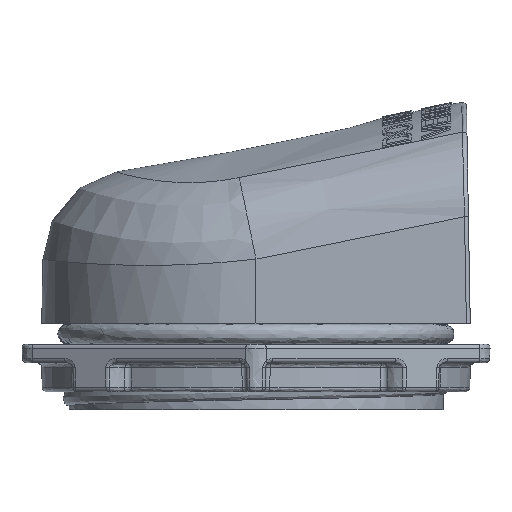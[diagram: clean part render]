
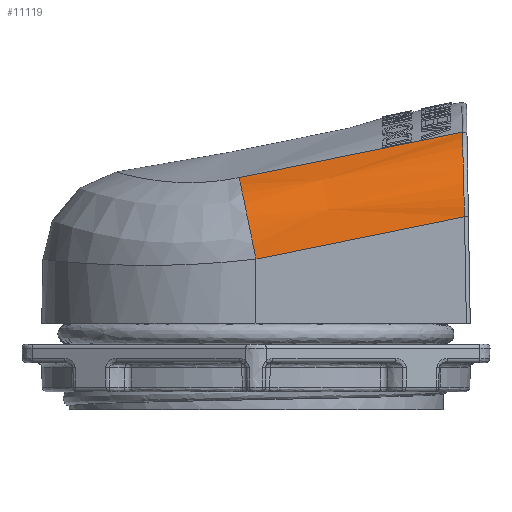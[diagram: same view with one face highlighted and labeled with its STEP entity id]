
A CAD part, left-side view. The second image highlights one B-rep face of the part: STEP entity #11119.
In plain terms, the highlighted free-form (B-spline) face has degree [3, 3] with [4, 8] control points.
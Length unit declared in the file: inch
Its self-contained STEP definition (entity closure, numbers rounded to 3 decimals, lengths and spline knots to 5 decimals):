
#100 = CARTESIAN_POINT ( 'NONE',  ( -0.99057, -1.32429, 1.0112 ) ) ;
#326 = EDGE_CURVE ( 'NONE', #41024, #31199, #36313, .T. ) ;
#374 = CARTESIAN_POINT ( 'NONE',  ( -1.21852, -1.32841, 0.84858 ) ) ;
#473 = CARTESIAN_POINT ( 'NONE',  ( -1.22442, 0.10472, 0.6352 ) ) ;
#1025 = CARTESIAN_POINT ( 'NONE',  ( -1.21818, -1.3428, 0.93069 ) ) ;
#2670 = ORIENTED_EDGE ( 'NONE', *, *, #23867, .T. ) ;
#3412 = EDGE_CURVE ( 'NONE', #24130, #41024, #5119, .T. ) ;
#4226 = CARTESIAN_POINT ( 'NONE',  ( -0.99165, -1.06848, 0.95906 ) ) ;
#4342 = CARTESIAN_POINT ( 'NONE',  ( -0.97757, -1.33759, 1.01889 ) ) ;
#4502 = CARTESIAN_POINT ( 'NONE',  ( -1.2193, -1.32843, 0.84767 ) ) ;
#4768 = CARTESIAN_POINT ( 'NONE',  ( -1.21305, -1.32825, 0.85487 ) ) ;
#5035 = CARTESIAN_POINT ( 'NONE',  ( -1.1861, -1.32753, 0.88351 ) ) ;
#5119 = B_SPLINE_CURVE_WITH_KNOTS ( 'NONE', 3,
 ( #41760, #28603, #4226, #100 ),
 .UNSPECIFIED., .F., .F.,
 ( 4, 4 ),
 ( 0., 1. ),
 .UNSPECIFIED. ) ;
#5420 = CARTESIAN_POINT ( 'NONE',  ( -1.36606, -0.49546, 0.28183 ) ) ;
#6783 = CARTESIAN_POINT ( 'NONE',  ( -1.36774, 0., 0.19599 ) ) ;
#9151 = CARTESIAN_POINT ( 'NONE',  ( -1.22013, -1.32846, 0.8467 ) ) ;
#9253 = CARTESIAN_POINT ( 'NONE',  ( -1.36328, -1.27762, 0.44168 ) ) ;
#9349 = CIRCLE ( 'NONE', #18114, 0.585 ) ;
#9795 = CARTESIAN_POINT ( 'NONE',  ( -1.22364, -0.07381, 0.67165 ) ) ;
#10060 = CARTESIAN_POINT ( 'NONE',  ( -0.98408, 0.12308, 0.72131 ) ) ;
#10327 = CARTESIAN_POINT ( 'NONE',  ( -0.98327, -0.05547, 0.75768 ) ) ;
#11119 = ADVANCED_FACE ( 'NONE', ( #21341 ), #49174, .T. ) ;
#11144 = CARTESIAN_POINT ( 'NONE',  ( -0.97967, -0.85281, 0.9201 ) ) ;
#12201 = CARTESIAN_POINT ( 'NONE',  ( -1.07249, -1.32525, 0.97326 ) ) ;
#12247 = CARTESIAN_POINT ( 'NONE',  ( -1.36774, 0., 0.19599 ) ) ;
#13377 = CARTESIAN_POINT ( 'NONE',  ( -1.36783, 0.00653, 0.17922 ) ) ;
#13644 = CARTESIAN_POINT ( 'NONE',  ( -1.36431, -1.39826, 0.72756 ) ) ;
#13911 = CARTESIAN_POINT ( 'NONE',  ( -1.36807, -0.44446, 0.53265 ) ) ;
#14069 = EDGE_LOOP ( 'NONE', ( #2670, #43673, #21855, #53872 ) ) ;
#14712 = CARTESIAN_POINT ( 'NONE',  ( -0.9783, -1.16592, 0.9839 ) ) ;
#17117 = CARTESIAN_POINT ( 'NONE',  ( -1.17717, -1.32731, 0.89216 ) ) ;
#17384 = CARTESIAN_POINT ( 'NONE',  ( -0.99694, 0.10774, 0.71942 ) ) ;
#18017 = CARTESIAN_POINT ( 'NONE',  ( -1.36436, -1.38521, 0.7249 ) ) ;
#18114 = AXIS2_PLACEMENT_3D ( 'NONE', #28353, #24826, #41225 ) ;
#19334 = EDGE_CURVE ( 'NONE', #29979, #31199, #27212, .T. ) ;
#20235 = CARTESIAN_POINT ( 'NONE',  ( -1.36386, -1.09136, 0.41792 ) ) ;
#21237 = CARTESIAN_POINT ( 'NONE',  ( -1.36214, -1.33677, 0.51685 ) ) ;
#21341 = FACE_OUTER_BOUND ( 'NONE', #14069, .T. ) ;
#21495 = CARTESIAN_POINT ( 'NONE',  ( -1.21982, -1.32845, 0.84707 ) ) ;
#21855 = ORIENTED_EDGE ( 'NONE', *, *, #326, .F. ) ;
#21876 = CARTESIAN_POINT ( 'NONE',  ( -1.3701, 0.06229, 0.42906 ) ) ;
#22147 = CARTESIAN_POINT ( 'NONE',  ( -1.36938, -0.11623, 0.46555 ) ) ;
#22687 = CARTESIAN_POINT ( 'NONE',  ( -0.98406, 0.11831, 0.72228 ) ) ;
#23867 = EDGE_CURVE ( 'NONE', #24130, #29979, #9349, .T. ) ;
#24130 = VERTEX_POINT ( 'NONE', #17384 ) ;
#24826 = DIRECTION ( 'NONE',  ( 0.003, -0.98, 0.199 ) ) ;
#25355 = CARTESIAN_POINT ( 'NONE',  ( -1.13084, -1.3263, 0.93215 ) ) ;
#25454 = CARTESIAN_POINT ( 'NONE',  ( -1.36439, -0.9645, 0.37769 ) ) ;
#25870 = CARTESIAN_POINT ( 'NONE',  ( -1.23328, -1.32885, 0.83127 ) ) ;
#26507 = CARTESIAN_POINT ( 'NONE',  ( -1.2244, 0.09995, 0.63618 ) ) ;
#27212 = B_SPLINE_CURVE_WITH_KNOTS ( 'NONE', 3,
 ( #6783, #31992, #20235, #52844 ),
 .UNSPECIFIED., .F., .F.,
 ( 4, 4 ),
 ( 0., 1. ),
 .UNSPECIFIED. ) ;
#27803 = CARTESIAN_POINT ( 'NONE',  ( -0.99057, -1.32429, 1.0112 ) ) ;
#28353 = CARTESIAN_POINT ( 'NONE',  ( -0.78283, 0., 0.18578 ) ) ;
#28603 = CARTESIAN_POINT ( 'NONE',  ( -0.99377, -0.59114, 0.8618 ) ) ;
#29164 = CARTESIAN_POINT ( 'NONE',  ( -1.20566, -1.32804, 0.86313 ) ) ;
#29428 = CARTESIAN_POINT ( 'NONE',  ( -1.03164, -1.3247, 0.99492 ) ) ;
#29979 = VERTEX_POINT ( 'NONE', #12247 ) ;
#30069 = CARTESIAN_POINT ( 'NONE',  ( -1.36497, -1.22659, 0.69249 ) ) ;
#31199 = VERTEX_POINT ( 'NONE', #44892 ) ;
#31992 = CARTESIAN_POINT ( 'NONE',  ( -1.36545, -0.64535, 0.32721 ) ) ;
#33811 = CARTESIAN_POINT ( 'NONE',  ( -1.19919, -1.32787, 0.87001 ) ) ;
#34078 = CARTESIAN_POINT ( 'NONE',  ( -1.21671, -1.32836, 0.85069 ) ) ;
#34181 = CARTESIAN_POINT ( 'NONE',  ( -1.36272, -1.43625, 0.47408 ) ) ;
#34722 = CARTESIAN_POINT ( 'NONE',  ( -1.36267, -1.44931, 0.47675 ) ) ;
#36077 = CARTESIAN_POINT ( 'NONE',  ( -0.98178, -0.38374, 0.82454 ) ) ;
#36313 = B_SPLINE_CURVE_WITH_KNOTS ( 'NONE', 3,
 ( #27803, #29428, #12201, #25355, #38189, #17117, #5035, #33811, #29164, #4768, #34078, #374, #4502, #21495, #9151, #25870, #42311, #38466, #37668, #50548, #46427, #50276, #21237, #42574 ),
 .UNSPECIFIED., .F., .F.,
 ( 4, 2, 2, 2, 1, 1, 1, 1, 2, 2, 2, 2, 2, 4 ),
 ( 0., 0.25, 0.375, 0.4375, 0.46875, 0.48437, 0.49219, 0.49609, 0.49805, 0.5, 0.625, 0.75, 0.875, 1. ),
 .UNSPECIFIED. ) ;
#37668 = CARTESIAN_POINT ( 'NONE',  ( -1.29345, -1.33114, 0.74078 ) ) ;
#37773 = CARTESIAN_POINT ( 'NONE',  ( -0.97763, -1.32454, 1.01623 ) ) ;
#38027 = CARTESIAN_POINT ( 'NONE',  ( -1.2222, -0.40206, 0.73866 ) ) ;
#38189 = CARTESIAN_POINT ( 'NONE',  ( -1.14981, -1.32668, 0.91701 ) ) ;
#38466 = CARTESIAN_POINT ( 'NONE',  ( -1.27792, -1.33047, 0.76745 ) ) ;
#38568 = CARTESIAN_POINT ( 'NONE',  ( -1.21813, -1.35585, 0.93335 ) ) ;
#38836 = CARTESIAN_POINT ( 'NONE',  ( -1.21884, -1.18419, 0.89831 ) ) ;
#40050 = CARTESIAN_POINT ( 'NONE',  ( -0.99057, -1.32429, 1.0112 ) ) ;
#41024 = VERTEX_POINT ( 'NONE', #40050 ) ;
#41225 = DIRECTION ( 'NONE',  ( -1., -0.005, -0.008 ) ) ;
#41760 = CARTESIAN_POINT ( 'NONE',  ( -0.99694, 0.10774, 0.71942 ) ) ;
#42148 = CARTESIAN_POINT ( 'NONE',  ( -1.3662, -0.91349, 0.62851 ) ) ;
#42311 = CARTESIAN_POINT ( 'NONE',  ( -1.24784, -1.32932, 0.81269 ) ) ;
#42574 = CARTESIAN_POINT ( 'NONE',  ( -1.36299, -1.33799, 0.46811 ) ) ;
#43673 = ORIENTED_EDGE ( 'NONE', *, *, #19334, .T. ) ;
#44892 = CARTESIAN_POINT ( 'NONE',  ( -1.36299, -1.33799, 0.46811 ) ) ;
#46427 = CARTESIAN_POINT ( 'NONE',  ( -1.33549, -1.33362, 0.64259 ) ) ;
#47068 = CARTESIAN_POINT ( 'NONE',  ( -1.37008, 0.05752, 0.43004 ) ) ;
#47337 = CARTESIAN_POINT ( 'NONE',  ( -1.22016, -0.87109, 0.8344 ) ) ;
#49174 =( BOUNDED_SURFACE ( )  B_SPLINE_SURFACE ( 3, 3, ( 
 ( #34722, #34181, #9253, #25454, #5420, #50913, #13377, #51464 ),
 ( #13644, #18017, #30069, #42148, #13911, #22147, #47068, #21876 ),
 ( #38568, #1025, #38836, #47337, #38027, #9795, #26507, #473 ),
 ( #4342, #37773, #14712, #11144, #36077, #10327, #22687, #10060 ) ),
 .UNSPECIFIED., .F., .F., .T. ) 
 B_SPLINE_SURFACE_WITH_KNOTS ( ( 4, 4 ),
 ( 4, 1, 1, 1, 1, 4 ),
 ( 0., 1. ),
 ( 0.72488, 0.73233, 0.8154, 0.90356, 1., 1.00272 ),
 .UNSPECIFIED. ) 
 GEOMETRIC_REPRESENTATION_ITEM ( )  RATIONAL_B_SPLINE_SURFACE ( (
 ( 1.101, 1.101, 1.101, 1.101, 1.101, 1.101, 1.101, 1.101),
 ( 0.966, 0.966, 0.966, 0.966, 0.966, 0.966, 0.966, 0.966),
 ( 0.966, 0.966, 0.966, 0.966, 0.966, 0.966, 0.966, 0.966),
 ( 1.101, 1.101, 1.101, 1.101, 1.101, 1.101, 1.101, 1.101) ) ) 
 REPRESENTATION_ITEM ( '' )  SURFACE ( )  );
#50276 = CARTESIAN_POINT ( 'NONE',  ( -1.35545, -1.33564, 0.56188 ) ) ;
#50548 = CARTESIAN_POINT ( 'NONE',  ( -1.32223, -1.33272, 0.67836 ) ) ;
#50913 = CARTESIAN_POINT ( 'NONE',  ( -1.36722, -0.16722, 0.21473 ) ) ;
#51464 = CARTESIAN_POINT ( 'NONE',  ( -1.36785, 0.0113, 0.17824 ) ) ;
#52844 = CARTESIAN_POINT ( 'NONE',  ( -1.36299, -1.33799, 0.46811 ) ) ;
#53872 = ORIENTED_EDGE ( 'NONE', *, *, #3412, .F. ) ;
